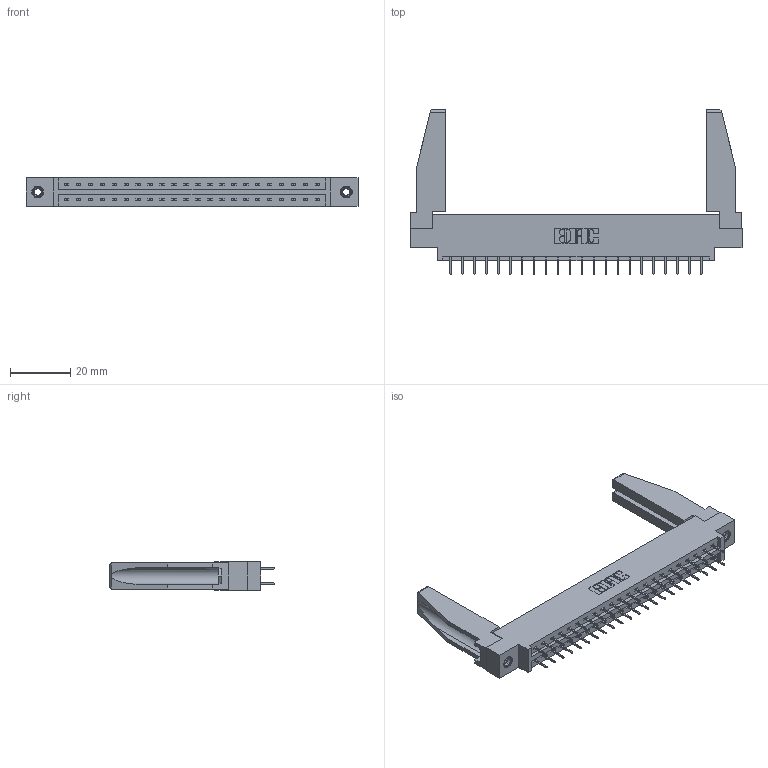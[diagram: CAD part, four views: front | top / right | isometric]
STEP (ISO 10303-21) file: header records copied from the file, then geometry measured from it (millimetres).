
FILE_DESCRIPTION (( 'STEP AP203' ), '1' );
FILE_NAME ('387-044-524-878.STEP', '2019-10-18T05:35:28', ( '' ), ( '' ), 'SwSTEP 2.0', 'SolidWorks 2016', '' );
FILE_SCHEMA (( 'CONFIG_CONTROL_DESIGN' ));
Length unit declared in the file: inch
Products named in the file (5): 345-250-001_345-250-001-102; 337 Part_0.170 Offset - 0.156 Dia-TI; 345-292-001_345-293-124; 307-220-078; 387-044-524-878
Assembly tree (49 placements, depth 2):
  387-044-524-878
    337 Part_0.170 Offset - 0.156 Dia-TI
    345-292-001_345-293-124  x44
    345-250-001_345-250-001-102  x2
    307-220-078  x2
Bounding box: 110.19 x 54.49 x 9.4 mm (x, y, z)
Volume: 15155.2 mm3; surface area: 16156.3 mm2
Topology: 49 solids, 49 shells, 2800 faces, 7913 edges, 5090 vertices
Faces by surface type: plane 2094, cylinder 690, cone 12, torus 4
Entity records: 22290 total; most frequent: CARTESIAN_POINT 3772, ORIENTED_EDGE 3664, DIRECTION 3252, EDGE_CURVE 1832, LINE 1670, VECTOR 1670, VERTEX_POINT 1212, AXIS2_PLACEMENT_3D 791
